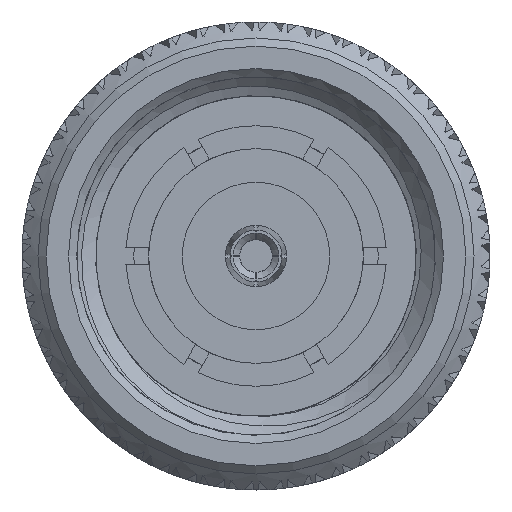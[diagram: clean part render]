
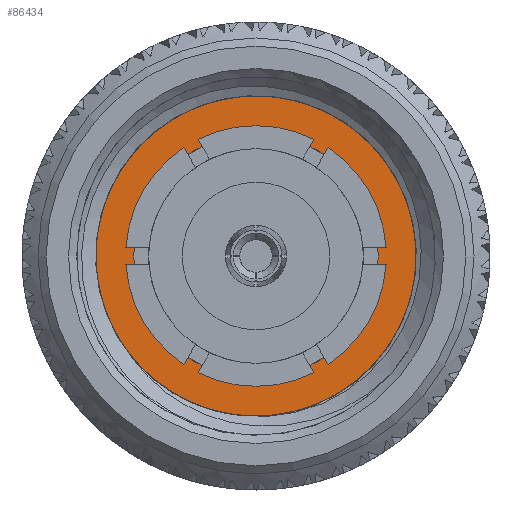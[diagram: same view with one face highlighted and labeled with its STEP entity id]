
A CAD part, left-side view. The second image highlights one B-rep face of the part: STEP entity #86434.
In plain terms, the highlighted planar face has unit normal (-1, 0, 0).
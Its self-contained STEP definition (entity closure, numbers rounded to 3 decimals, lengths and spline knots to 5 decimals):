
#4820 = CARTESIAN_POINT ( 'NONE',  ( 0.315, -0.20629, -0.02311 ) ) ;
#5501 = CARTESIAN_POINT ( 'NONE',  ( 0.315, -0.06646, -0.18391 ) ) ;
#6126 = DIRECTION ( 'NONE',  ( 0., -1., 0. ) ) ;
#6907 = CARTESIAN_POINT ( 'NONE',  ( 0.315, -0.19988, 0.06777 ) ) ;
#11674 = B_SPLINE_CURVE_WITH_KNOTS ( 'NONE', 3,
 ( #93923, #60238, #102069, #68401 ),
 .UNSPECIFIED., .F., .F.,
 ( 4, 4 ),
 ( 0., 0.00172 ),
 .UNSPECIFIED. ) ;
#12569 = VERTEX_POINT ( 'NONE', #63928 ) ;
#16502 = DIRECTION ( 'NONE',  ( 1., 0., 0. ) ) ;
#17755 = VERTEX_POINT ( 'NONE', #93666 ) ;
#19274 = FACE_BOUND ( 'NONE', #55802, .T. ) ;
#19878 = ORIENTED_EDGE ( 'NONE', *, *, #28361, .T. ) ;
#21066 = CARTESIAN_POINT ( 'NONE',  ( 0.315, -0.20615, 0.03797 ) ) ;
#22202 = AXIS2_PLACEMENT_3D ( 'NONE', #48001, #56227, #33111 ) ;
#22490 = CARTESIAN_POINT ( 'NONE',  ( 0.315, -0.16916, 0.13176 ) ) ;
#28361 = EDGE_CURVE ( 'NONE', #76709, #12569, #74537, .T. ) ;
#29099 = CARTESIAN_POINT ( 'NONE',  ( 0.315, -0.06646, -0.18391 ) ) ;
#29986 = CARTESIAN_POINT ( 'NONE',  ( 0.315, -0.08576, -0.1772 ) ) ;
#30587 = CARTESIAN_POINT ( 'NONE',  ( 0.315, 0., 0. ) ) ;
#30684 = CARTESIAN_POINT ( 'NONE',  ( 0.315, -0.11106, 0.18848 ) ) ;
#33111 = DIRECTION ( 'NONE',  ( 0., 1., 0. ) ) ;
#33269 = FACE_OUTER_BOUND ( 'NONE', #41743, .T. ) ;
#36842 = DIRECTION ( 'NONE',  ( 0., 0., 1. ) ) ;
#38105 = CARTESIAN_POINT ( 'NONE',  ( 0.315, -0.11289, -0.16317 ) ) ;
#38452 = CARTESIAN_POINT ( 'NONE',  ( 0.315, -0.17488, 0.12324 ) ) ;
#39902 = CARTESIAN_POINT ( 'NONE',  ( 0.315, 0., 0. ) ) ;
#41743 = EDGE_LOOP ( 'NONE', ( #63244, #97088, #81072, #19878 ) ) ;
#42095 = EDGE_CURVE ( 'NONE', #98501, #98501, #101674, .T. ) ;
#46240 = CARTESIAN_POINT ( 'NONE',  ( 0.315, -0.13757, -0.14502 ) ) ;
#46591 = CARTESIAN_POINT ( 'NONE',  ( 0.315, -0.1968, 0.07763 ) ) ;
#47298 = CARTESIAN_POINT ( 'NONE',  ( 0.315, -0.0929, 0.19804 ) ) ;
#48001 = CARTESIAN_POINT ( 'NONE',  ( 0.315, 0., 0. ) ) ;
#48381 = LINE ( 'NONE', #93662, #101755 ) ;
#52219 = AXIS2_PLACEMENT_3D ( 'NONE', #30587, #62892, #6126 ) ;
#52923 = VERTEX_POINT ( 'NONE', #56495 ) ;
#54451 = CARTESIAN_POINT ( 'NONE',  ( 0.315, -0.15227, -0.13097 ) ) ;
#55802 = EDGE_LOOP ( 'NONE', ( #57994 ) ) ;
#56213 = CARTESIAN_POINT ( 'NONE',  ( 0.315, -0.12779, 0.17637 ) ) ;
#56227 = DIRECTION ( 'NONE',  ( 1., 0., 0. ) ) ;
#56495 = CARTESIAN_POINT ( 'NONE',  ( 0.315, 0., -0.21875 ) ) ;
#57994 = ORIENTED_EDGE ( 'NONE', *, *, #42095, .T. ) ;
#60238 = CARTESIAN_POINT ( 'NONE',  ( 0.315, -0.02262, -0.19555 ) ) ;
#61230 = CARTESIAN_POINT ( 'NONE',  ( 0.315, -0.17788, -0.09907 ) ) ;
#61573 = CARTESIAN_POINT ( 'NONE',  ( 0.315, -0.20807, 0.00748 ) ) ;
#61841 = AXIS2_PLACEMENT_3D ( 'NONE', #39902, #16502, #81486 ) ;
#62892 = DIRECTION ( 'NONE',  ( -1., 0., 0. ) ) ;
#63244 = ORIENTED_EDGE ( 'NONE', *, *, #81881, .F. ) ;
#63928 = CARTESIAN_POINT ( 'NONE',  ( 0.315, -0.0929, 0.19804 ) ) ;
#68401 = CARTESIAN_POINT ( 'NONE',  ( 0.315, -0.06646, -0.18391 ) ) ;
#69773 = CARTESIAN_POINT ( 'NONE',  ( 0.315, -0.20791, 0.01776 ) ) ;
#73135 = CIRCLE ( 'NONE', #61841, 0.21875 ) ;
#74537 = B_SPLINE_CURVE_WITH_KNOTS ( 'NONE', 3,
 ( #5501, #78678, #29986, #86775, #38105, #94914, #46240, #54451, #101671, #61230, #77631, #85755, #4820, #61573, #69773, #21066, #77987, #6907, #46591, #79351, #88148, #38452, #22490, #104483, #87126, #56213, #30684, #47298 ),
 .UNSPECIFIED., .F., .F.,
 ( 4, 2, 2, 2, 2, 2, 2, 2, 2, 2, 2, 2, 2, 4 ),
 ( 0., 0.00077, 0.00155, 0.00232, 0.0031, 0.00464, 0.00619, 0.00697, 0.00774, 0.00852, 0.00929, 0.01006, 0.01084, 0.01239 ),
 .UNSPECIFIED. ) ;
#76709 = VERTEX_POINT ( 'NONE', #29099 ) ;
#77631 = CARTESIAN_POINT ( 'NONE',  ( 0.315, -0.18775, -0.08136 ) ) ;
#77987 = CARTESIAN_POINT ( 'NONE',  ( 0.315, -0.20454, 0.04797 ) ) ;
#78678 = CARTESIAN_POINT ( 'NONE',  ( 0.315, -0.07629, -0.18093 ) ) ;
#79351 = CARTESIAN_POINT ( 'NONE',  ( 0.315, -0.18933, 0.09653 ) ) ;
#81072 = ORIENTED_EDGE ( 'NONE', *, *, #84527, .T. ) ;
#81486 = DIRECTION ( 'NONE',  ( 0., -1., 0. ) ) ;
#81881 = EDGE_CURVE ( 'NONE', #52923, #12569, #73135, .T. ) ;
#82031 = CARTESIAN_POINT ( 'NONE',  ( 0.315, 0.149, 0. ) ) ;
#84527 = EDGE_CURVE ( 'NONE', #17755, #76709, #11674, .T. ) ;
#85755 = CARTESIAN_POINT ( 'NONE',  ( 0.315, -0.20212, -0.04292 ) ) ;
#86434 = ADVANCED_FACE ( 'NONE', ( #19274, #33269 ), #96915, .T. ) ;
#86775 = CARTESIAN_POINT ( 'NONE',  ( 0.315, -0.10405, -0.16834 ) ) ;
#87126 = CARTESIAN_POINT ( 'NONE',  ( 0.315, -0.14972, 0.15536 ) ) ;
#88148 = CARTESIAN_POINT ( 'NONE',  ( 0.315, -0.18495, 0.10566 ) ) ;
#93662 = CARTESIAN_POINT ( 'NONE',  ( 0.315, 0., 0. ) ) ;
#93666 = CARTESIAN_POINT ( 'NONE',  ( 0.315, 0., -0.19555 ) ) ;
#93923 = CARTESIAN_POINT ( 'NONE',  ( 0.315, 0., -0.19555 ) ) ;
#94914 = CARTESIAN_POINT ( 'NONE',  ( 0.315, -0.12971, -0.15147 ) ) ;
#96915 = PLANE ( 'NONE',  #52219 ) ;
#97045 = EDGE_CURVE ( 'NONE', #52923, #17755, #48381, .T. ) ;
#97088 = ORIENTED_EDGE ( 'NONE', *, *, #97045, .T. ) ;
#98501 = VERTEX_POINT ( 'NONE', #82031 ) ;
#101671 = CARTESIAN_POINT ( 'NONE',  ( 0.315, -0.15915, -0.12333 ) ) ;
#101674 = CIRCLE ( 'NONE', #22202, 0.149 ) ;
#101755 = VECTOR ( 'NONE', #36842, 39.37008 ) ;
#102069 = CARTESIAN_POINT ( 'NONE',  ( 0.315, -0.04518, -0.1916 ) ) ;
#104483 = CARTESIAN_POINT ( 'NONE',  ( 0.315, -0.15654, 0.14785 ) ) ;
